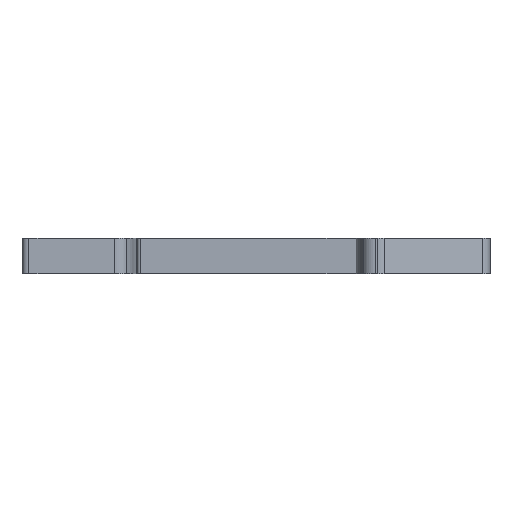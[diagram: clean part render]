
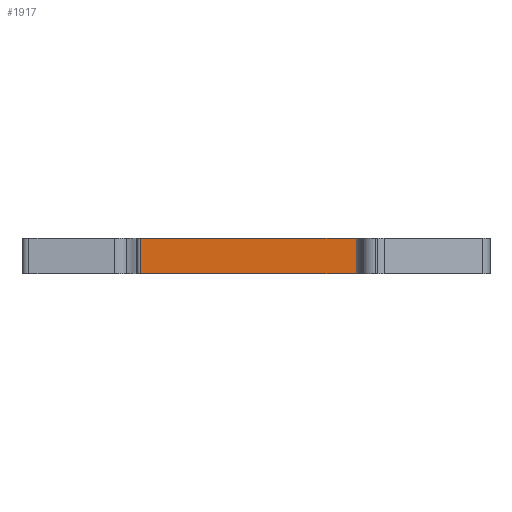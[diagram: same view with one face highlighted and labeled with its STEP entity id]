
A CAD part, front view. The second image highlights one B-rep face of the part: STEP entity #1917.
In plain terms, the highlighted planar face has unit normal (0, -1, 0).
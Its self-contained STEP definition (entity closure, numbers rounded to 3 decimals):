
#1917=ADVANCED_FACE('',(#3647),#3649,.T.);
#3647=FACE_BOUND('',#3648,.T.);
#3648=EDGE_LOOP('',(#5117,#5118,#5119,#5120));
#3649=PLANE('',#3650);
#3650=AXIS2_PLACEMENT_3D('',#3651,#3652,#3653);
#3651=CARTESIAN_POINT('',(152.42,2.497,53.67));
#3652=DIRECTION('',(0.,-1.,0.));
#3653=DIRECTION('',(-1.,0.,0.));
#5117=ORIENTED_EDGE('',*,*,#5884,.F.);
#5118=ORIENTED_EDGE('',*,*,#5678,.F.);
#5119=ORIENTED_EDGE('',*,*,#5271,.T.);
#5120=ORIENTED_EDGE('',*,*,#5721,.T.);
#5271=EDGE_CURVE('',#5971,#5969,#5972,.T.);
#5678=EDGE_CURVE('',#5971,#6709,#6710,.T.);
#5721=EDGE_CURVE('',#5969,#6777,#6779,.T.);
#5884=EDGE_CURVE('',#6709,#6777,#7021,.T.);
#5969=VERTEX_POINT('',#7141);
#5971=VERTEX_POINT('',#7146);
#5972=LINE('',#7147,#7148);
#6709=VERTEX_POINT('',#8813);
#6710=LINE('',#8814,#8815);
#6777=VERTEX_POINT('',#8972);
#6779=LINE('',#8977,#8978);
#7021=LINE('',#9593,#9594);
#7141=CARTESIAN_POINT('',(152.42,2.497,53.67));
#7146=CARTESIAN_POINT('',(184.869,2.497,53.67));
#7147=CARTESIAN_POINT('',(184.869,2.497,53.67));
#7148=VECTOR('',#7149,1.);
#7149=DIRECTION('',(-1.,0.,0.));
#8813=CARTESIAN_POINT('',(184.869,2.497,48.52));
#8814=CARTESIAN_POINT('',(184.869,2.497,53.67));
#8815=VECTOR('',#8816,1.);
#8816=DIRECTION('',(0.,0.,-1.));
#8972=CARTESIAN_POINT('',(152.42,2.497,48.52));
#8977=CARTESIAN_POINT('',(152.42,2.497,53.67));
#8978=VECTOR('',#8979,1.);
#8979=DIRECTION('',(0.,0.,-1.));
#9593=CARTESIAN_POINT('',(184.869,2.497,48.52));
#9594=VECTOR('',#9595,1.);
#9595=DIRECTION('',(-1.,0.,0.));
